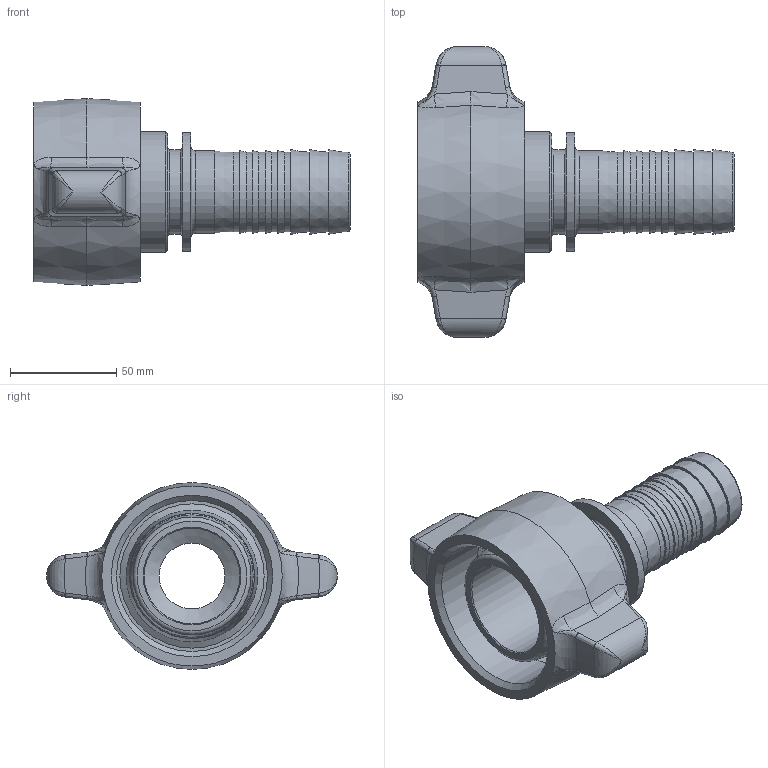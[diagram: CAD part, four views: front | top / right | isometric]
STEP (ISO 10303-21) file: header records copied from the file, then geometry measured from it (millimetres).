
FILE_DESCRIPTION(/* description */ (''),/* implementation_level */ '2;1');
FILE_NAME(/* name */ '75_38_s.stp',/* time_stamp */ '2020-04-09T12:50:14+02:00',/* author */ ('schnellinger'),/* organization */ (''),/* preprocessor_version */ 'ST-DEVELOPER v17',/* originating_system */ 'Autodesk Inventor 2018',/* authorisation */ '0 mm^3');
FILE_SCHEMA (('AUTOMOTIVE_DESIGN { 1 0 10303 214 3 1 1 }'));
Length unit declared in the file: millimetre
Products named in the file (1): LUE_00025745
Bounding box: 149 x 137 x 88 mm (x, y, z)
Volume: 249439.5 mm3; surface area: 80247.1 mm2
Topology: 3 solids, 3 shells, 133 faces, 347 edges, 224 vertices
Faces by surface type: bspline 48, cone 27, plane 22, torus 19, cylinder 17
Full cylindrical faces by diameter (mm): 31 x1, 37.5 x5, 39 x1, 40 x1, 45 x1, 56 x1, 57 x1, 61 x1, 68 x1, 71.19 x1, 76 x1
Entity records: 6041 total; most frequent: CARTESIAN_POINT 2777, ORIENTED_EDGE 678, DIRECTION 596, EDGE_CURVE 339, AXIS2_PLACEMENT_3D 279, VERTEX_POINT 224, CIRCLE 193, EDGE_LOOP 151
